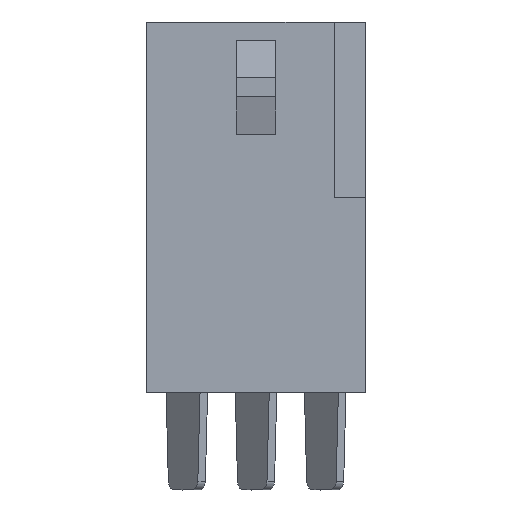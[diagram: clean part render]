
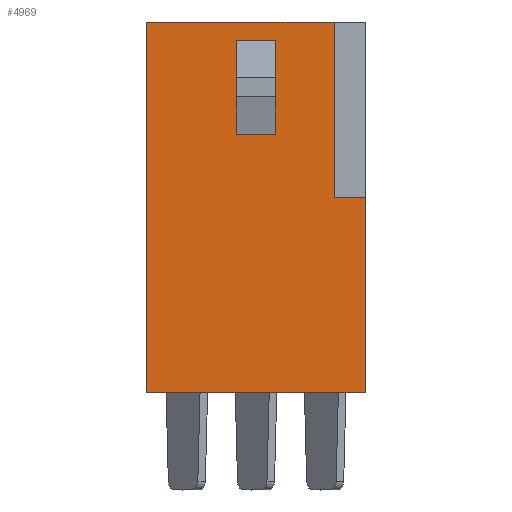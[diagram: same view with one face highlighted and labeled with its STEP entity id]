
A CAD part, top view. The second image highlights one B-rep face of the part: STEP entity #4969.
In plain terms, the highlighted planar face has unit normal (0, 0, 1).
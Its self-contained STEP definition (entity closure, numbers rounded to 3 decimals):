
#7 = CARTESIAN_POINT ( 'NONE',  ( 7.339, 3.608, 2.54 ) ) ;
#97 = VECTOR ( 'NONE', #539, 1000. ) ;
#109 = CARTESIAN_POINT ( 'NONE',  ( 10.249, -11.176, 2.54 ) ) ;
#274 = VERTEX_POINT ( 'NONE', #3412 ) ;
#432 = VERTEX_POINT ( 'NONE', #5340 ) ;
#493 = CARTESIAN_POINT ( 'NONE',  ( 5.105, 8.992, 2.54 ) ) ;
#496 = ORIENTED_EDGE ( 'NONE', *, *, #3496, .F. ) ;
#539 = DIRECTION ( 'NONE',  ( 0., 1., 0. ) ) ;
#569 = VERTEX_POINT ( 'NONE', #4110 ) ;
#649 = EDGE_CURVE ( 'NONE', #3000, #2861, #2200, .T. ) ;
#659 = VERTEX_POINT ( 'NONE', #6055 ) ;
#871 = ORIENTED_EDGE ( 'NONE', *, *, #3769, .T. ) ;
#888 = VERTEX_POINT ( 'NONE', #2040 ) ;
#912 = EDGE_CURVE ( 'NONE', #432, #659, #4558, .T. ) ;
#1012 = VECTOR ( 'NONE', #5226, 1000. ) ;
#1157 = LINE ( 'NONE', #7, #2818 ) ;
#1267 = EDGE_CURVE ( 'NONE', #1341, #569, #5291, .T. ) ;
#1341 = VERTEX_POINT ( 'NONE', #1520 ) ;
#1386 = EDGE_CURVE ( 'NONE', #2056, #432, #3961, .T. ) ;
#1482 = DIRECTION ( 'NONE',  ( -1., 0., 0. ) ) ;
#1513 = CARTESIAN_POINT ( 'NONE',  ( 8.445, 10.033, 2.54 ) ) ;
#1520 = CARTESIAN_POINT ( 'NONE',  ( 5.105, 8.991, 2.54 ) ) ;
#1618 = DIRECTION ( 'NONE',  ( 0., 1., 0. ) ) ;
#1688 = VECTOR ( 'NONE', #5123, 1000. ) ;
#1785 = CARTESIAN_POINT ( 'NONE',  ( 5.105, 3.608, 2.54 ) ) ;
#1826 = LINE ( 'NONE', #4424, #5941 ) ;
#1840 = VECTOR ( 'NONE', #3444, 1000. ) ;
#1867 = ORIENTED_EDGE ( 'NONE', *, *, #2968, .F. ) ;
#1887 = EDGE_LOOP ( 'NONE', ( #871, #2722, #5288, #496 ) ) ;
#2006 = CARTESIAN_POINT ( 'NONE',  ( -2.324, 0., 2.54 ) ) ;
#2040 = CARTESIAN_POINT ( 'NONE',  ( -2.324, 10.033, 2.54 ) ) ;
#2056 = VERTEX_POINT ( 'NONE', #1513 ) ;
#2073 = EDGE_LOOP ( 'NONE', ( #3253, #4696, #4129, #1867, #2870, #5440 ) ) ;
#2129 = DIRECTION ( 'NONE',  ( 1., 0., 0. ) ) ;
#2157 = DIRECTION ( 'NONE',  ( 0., 0., 1. ) ) ;
#2200 = LINE ( 'NONE', #4153, #1688 ) ;
#2326 = VECTOR ( 'NONE', #3418, 1000. ) ;
#2722 = ORIENTED_EDGE ( 'NONE', *, *, #5352, .F. ) ;
#2818 = VECTOR ( 'NONE', #4244, 1000. ) ;
#2848 = VECTOR ( 'NONE', #4365, 1000. ) ;
#2861 = VERTEX_POINT ( 'NONE', #3951 ) ;
#2870 = ORIENTED_EDGE ( 'NONE', *, *, #649, .T. ) ;
#2886 = CARTESIAN_POINT ( 'NONE',  ( 7.339, 8.991, 2.54 ) ) ;
#2968 = EDGE_CURVE ( 'NONE', #3000, #888, #1826, .T. ) ;
#2975 = LINE ( 'NONE', #4778, #1012 ) ;
#3000 = VERTEX_POINT ( 'NONE', #5390 ) ;
#3025 = CARTESIAN_POINT ( 'NONE',  ( -2.324, -11.176, 2.54 ) ) ;
#3045 = LINE ( 'NONE', #109, #2326 ) ;
#3253 = ORIENTED_EDGE ( 'NONE', *, *, #912, .F. ) ;
#3412 = CARTESIAN_POINT ( 'NONE',  ( 2.819, 3.608, 2.54 ) ) ;
#3418 = DIRECTION ( 'NONE',  ( 0., 1., 0. ) ) ;
#3444 = DIRECTION ( 'NONE',  ( 0., -1., 0. ) ) ;
#3496 = EDGE_CURVE ( 'NONE', #5641, #1341, #3579, .T. ) ;
#3579 = LINE ( 'NONE', #493, #97 ) ;
#3758 = CARTESIAN_POINT ( 'NONE',  ( -2.324, 10.033, 2.54 ) ) ;
#3769 = EDGE_CURVE ( 'NONE', #5641, #274, #1157, .T. ) ;
#3870 = FACE_BOUND ( 'NONE', #1887, .T. ) ;
#3951 = CARTESIAN_POINT ( 'NONE',  ( 10.249, -11.176, 2.54 ) ) ;
#3961 = LINE ( 'NONE', #5329, #1840 ) ;
#4110 = CARTESIAN_POINT ( 'NONE',  ( 2.819, 8.991, 2.54 ) ) ;
#4129 = ORIENTED_EDGE ( 'NONE', *, *, #4630, .F. ) ;
#4134 = EDGE_CURVE ( 'NONE', #2861, #659, #3045, .T. ) ;
#4153 = CARTESIAN_POINT ( 'NONE',  ( -2.324, -11.176, 2.54 ) ) ;
#4244 = DIRECTION ( 'NONE',  ( -1., 0., 0. ) ) ;
#4365 = DIRECTION ( 'NONE',  ( 1., 0., 0. ) ) ;
#4424 = CARTESIAN_POINT ( 'NONE',  ( -2.324, -11.176, 2.54 ) ) ;
#4455 = FACE_OUTER_BOUND ( 'NONE', #2073, .T. ) ;
#4558 = LINE ( 'NONE', #2006, #2848 ) ;
#4630 = EDGE_CURVE ( 'NONE', #888, #2056, #5044, .T. ) ;
#4696 = ORIENTED_EDGE ( 'NONE', *, *, #1386, .F. ) ;
#4778 = CARTESIAN_POINT ( 'NONE',  ( 2.819, 8.992, 2.54 ) ) ;
#4969 = ADVANCED_FACE ( 'NONE', ( #3870, #4455 ), #5376, .T. ) ;
#5044 = LINE ( 'NONE', #3758, #5417 ) ;
#5123 = DIRECTION ( 'NONE',  ( 1., 0., 0. ) ) ;
#5226 = DIRECTION ( 'NONE',  ( 0., -1., 0. ) ) ;
#5288 = ORIENTED_EDGE ( 'NONE', *, *, #1267, .F. ) ;
#5291 = LINE ( 'NONE', #2886, #5666 ) ;
#5329 = CARTESIAN_POINT ( 'NONE',  ( 8.445, 44.802, 2.54 ) ) ;
#5340 = CARTESIAN_POINT ( 'NONE',  ( 8.445, 0., 2.54 ) ) ;
#5352 = EDGE_CURVE ( 'NONE', #569, #274, #2975, .T. ) ;
#5376 = PLANE ( 'NONE',  #5853 ) ;
#5390 = CARTESIAN_POINT ( 'NONE',  ( -2.324, -11.176, 2.54 ) ) ;
#5417 = VECTOR ( 'NONE', #5743, 1000. ) ;
#5440 = ORIENTED_EDGE ( 'NONE', *, *, #4134, .T. ) ;
#5641 = VERTEX_POINT ( 'NONE', #1785 ) ;
#5666 = VECTOR ( 'NONE', #1482, 1000. ) ;
#5743 = DIRECTION ( 'NONE',  ( 1., 0., 0. ) ) ;
#5853 = AXIS2_PLACEMENT_3D ( 'NONE', #3025, #2157, #2129 ) ;
#5941 = VECTOR ( 'NONE', #1618, 1000. ) ;
#6055 = CARTESIAN_POINT ( 'NONE',  ( 10.249, 0., 2.54 ) ) ;
